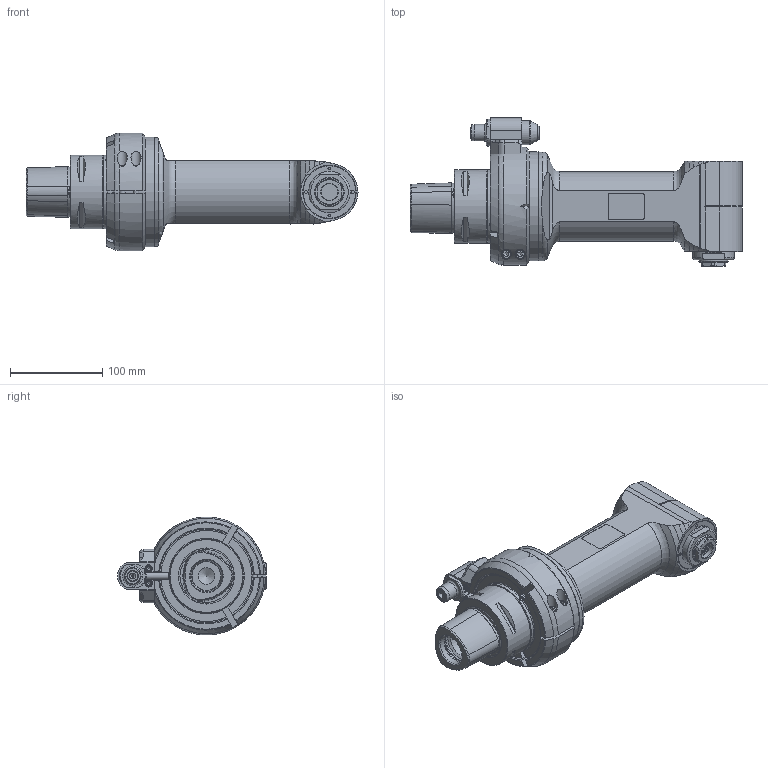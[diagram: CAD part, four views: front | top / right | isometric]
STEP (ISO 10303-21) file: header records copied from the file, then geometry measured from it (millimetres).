
FILE_DESCRIPTION(/* description */ (''),/* implementation_level */ '2;1');
FILE_NAME(/* name */ '9.F90.16L00-2C8.stp',/* time_stamp */ '2026-03-20T09:22:45-04:00',/* author */ ('jkrenzer'),/* organization */ (''),/* preprocessor_version */ 'ST-DEVELOPER v20',/* originating_system */ 'Autodesk Inventor 2025',/* authorisation */ '');
FILE_SCHEMA (('AUTOMOTIVE_DESIGN { 1 0 10303 214 3 1 1 }'));
Length unit declared in the file: inch
Products named in the file (3): 9.F90.16L00-2C8; 9_GA2_688_2   (EVO, Type 2, Capto C8, 80mm); 9_F90_16L00
Assembly tree (2 placements, depth 2):
  9.F90.16L00-2C8
    9_GA2_688_2   (EVO, Type 2, Capto C8, 80mm)
    9_F90_16L00
Bounding box: 360.5 x 161.25 x 128 mm (x, y, z)
Volume: 2021650.9 mm3; surface area: 216387.1 mm2
Topology: 5 solids, 5 shells, 592 faces, 1511 edges, 972 vertices
Faces by surface type: plane 246, cone 145, cylinder 140, torus 39, bspline 18, sphere 4
Full cylindrical faces by diameter (mm): 2.5 x3, 2.6 x2, 3 x1, 3.2 x4, 4 x1, 4.2 x2, 5 x4, 5.3 x2, 6 x4, 6.5 x1, 7 x1, 8 x3, 8.821 x1, 9.1 x2, 10 x4, 10.4 x2, 10.5 x20, 11 x2, 12 x3, 12.5 x2, 14 x1, 18 x4, 22.6 x1, 25.6 x1, 26 x1, 27 x1, 28 x1, 30.5 x1, 32 x3, 32.5 x1
Entity records: 35858 total; most frequent: CARTESIAN_POINT 21952, ORIENTED_EDGE 2940, DIRECTION 2827, EDGE_CURVE 1470, AXIS2_PLACEMENT_3D 1112, VERTEX_POINT 972, EDGE_LOOP 686, LINE 603
